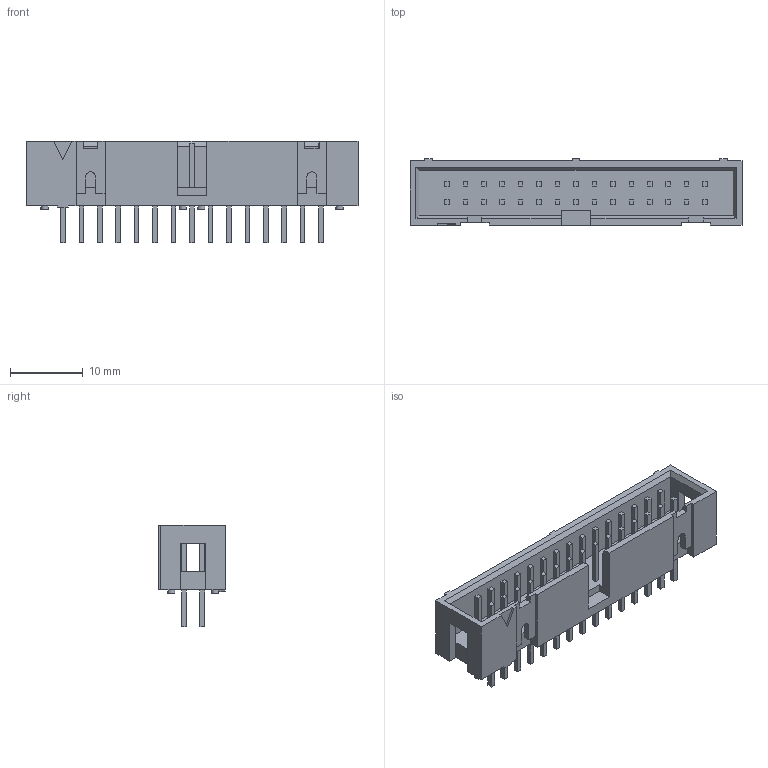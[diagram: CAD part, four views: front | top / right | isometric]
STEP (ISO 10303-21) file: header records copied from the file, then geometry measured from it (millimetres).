
FILE_DESCRIPTION(/* description */ (''),/* implementation_level */ '2;1');
FILE_NAME(/* name */ '100678068ugm000_a.stp',/* time_stamp */ '2016-09-01T08:13:54+02:00',/* author */ (''),/* organization */ (''),/* preprocessor_version */ 'ST-DEVELOPER v16',/* originating_system */ 'SIEMENS PLM Software NX 10.0',/* authorisation */ '');
FILE_SCHEMA (('AUTOMOTIVE_DESIGN { 1 0 10303 214 3 1 1 1 }'));
Length unit declared in the file: millimetre
Products named in the file (1): 100678068ugm000_a
Bounding box: 45.72 x 9.2 x 13.95 mm (x, y, z)
Volume: 1875.3 mm3; surface area: 3228.8 mm2
Topology: 1 solids, 1 shells, 389 faces, 975 edges, 646 vertices
Faces by surface type: plane 381, cylinder 8
Full cylindrical faces by diameter (mm): 1 x6
Entity records: 13488 total; most frequent: CARTESIAN_POINT 2005, ORIENTED_EDGE 1938, DIRECTION 1765, EDGE_CURVE 969, LINE 953, VECTOR 953, VERTEX_POINT 646, EDGE_LOOP 461
